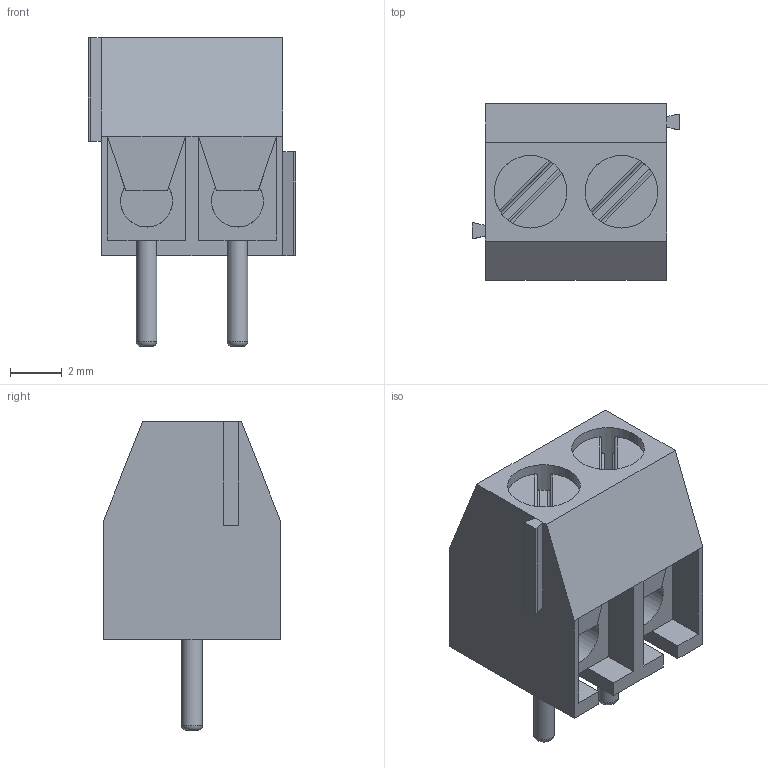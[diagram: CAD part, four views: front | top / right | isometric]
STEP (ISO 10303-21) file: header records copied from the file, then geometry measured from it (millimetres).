
FILE_DESCRIPTION(('FreeCAD Model'),'2;1');
FILE_NAME('DG350-3.5-2.step','2023-04-16T15:34:41',('kicad StepUp') ,('ksu MCAD'),'Open CASCADE STEP processor 7.4','FreeCAD','Unknown');
FILE_SCHEMA(('AUTOMOTIVE_DESIGN { 1 0 10303 214 1 1 1 1 }'));
Length unit declared in the file: millimetre
Products named in the file (1): DG350-3.5-2
Bounding box: 8 x 6.8 x 11.9 mm (x, y, z)
Volume: 272.1 mm3; surface area: 808.6 mm2
Topology: 5 solids, 5 shells, 108 faces, 268 edges, 170 vertices
Faces by surface type: plane 90, cylinder 16, torus 2
Full cylindrical faces by diameter (mm): 0.8 x2, 2 x2, 2.8 x3
Entity records: 3973 total; most frequent: CARTESIAN_POINT 679, ORIENTED_EDGE 532, DIRECTION 496, EDGE_CURVE 266, LINE 218, VECTOR 218, VERTEX_POINT 170, AXIS2_PLACEMENT_3D 139
